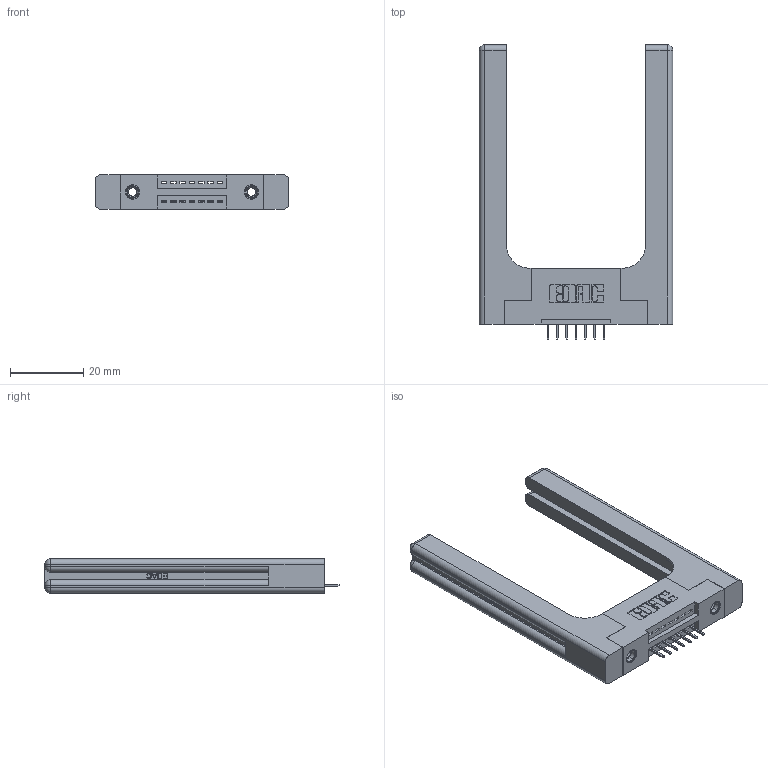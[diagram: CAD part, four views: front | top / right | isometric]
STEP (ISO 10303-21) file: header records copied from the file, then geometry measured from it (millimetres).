
FILE_DESCRIPTION (( 'STEP AP203' ), '1' );
FILE_NAME ('345-007-524-158.STEP', '2019-10-03T17:18:57', ( '' ), ( '' ), 'SwSTEP 2.0', 'SolidWorks 2016', '' );
FILE_SCHEMA (( 'CONFIG_CONTROL_DESIGN' ));
Length unit declared in the file: inch
Products named in the file (5): 345-220-058_345-220-058; 345 Part_Flush Mounting Lugs - 0.156 Dia-TH; 345-250-001_345-250-001-102; 345-292-001_345-293-124; 345-007-524-158
Assembly tree (12 placements, depth 2):
  345-007-524-158
    345 Part_Flush Mounting Lugs - 0.156 Dia-TH
    345-292-001_345-293-124  x7
    345-250-001_345-250-001-102  x2
    345-220-058_345-220-058  x2
Bounding box: 52.81 x 80.31 x 9.4 mm (x, y, z)
Volume: 13206.2 mm3; surface area: 10989 mm2
Topology: 12 solids, 12 shells, 816 faces, 2267 edges, 1462 vertices
Faces by surface type: plane 550, cylinder 206, bspline 36, cone 12, sphere 8, torus 4
Entity records: 15236 total; most frequent: CARTESIAN_POINT 3610, ORIENTED_EDGE 2348, DIRECTION 2152, EDGE_CURVE 1174, LINE 926, VECTOR 926, VERTEX_POINT 770, AXIS2_PLACEMENT_3D 613
